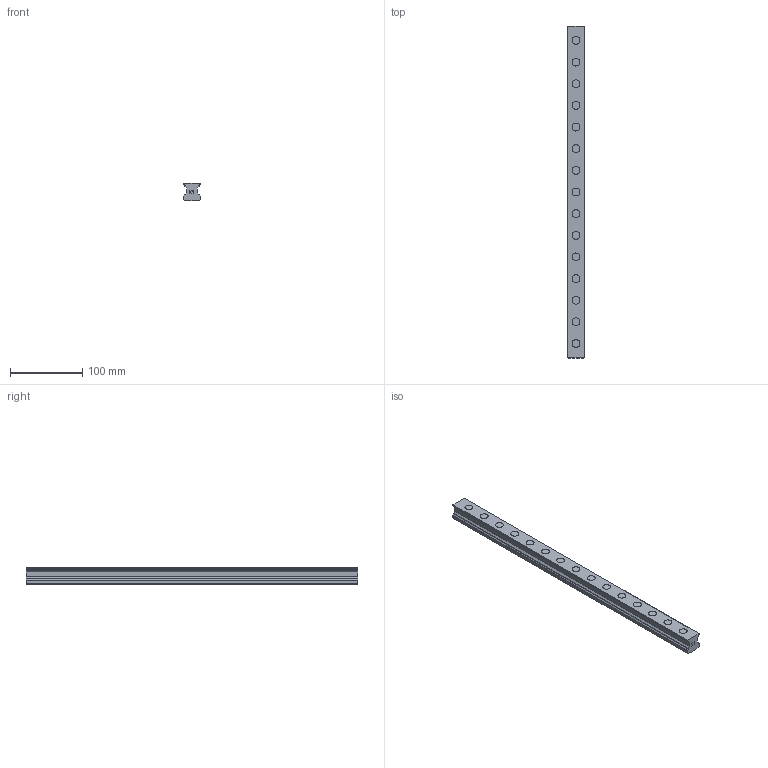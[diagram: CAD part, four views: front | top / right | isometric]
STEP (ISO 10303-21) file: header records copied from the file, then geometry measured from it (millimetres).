
FILE_DESCRIPTION(('STEP AP214'),'1');
FILE_NAME('cctmp_016102A3-FC2D-4ABC-9BE9-A75C70A5D518_2021_03_11_09_28_50_0683..stp','2021-03-11T08:28:50',('HIWIN GmbH'),('CADClick - www.CADClick.com'),'Spatial InterOp 3D',' ','unknown authorization');
FILE_SCHEMA(('AUTOMOTIVE_DESIGN'));
Length unit declared in the file: millimetre
Products named in the file (1): RGR25R460H_FILE
Bounding box: 23 x 460 x 23.6 mm (x, y, z)
Volume: 184912.2 mm3; surface area: 57598.8 mm2
Topology: 1 solids, 1 shells, 252 faces, 603 edges, 402 vertices
Faces by surface type: plane 144, cylinder 108
Entity records: 9403 total; most frequent: DIRECTION 1325, CARTESIAN_POINT 1258, ORIENTED_EDGE 1206, EDGE_CURVE 603, AXIS2_PLACEMENT_3D 469, VERTEX_POINT 402, LINE 387, VECTOR 387
